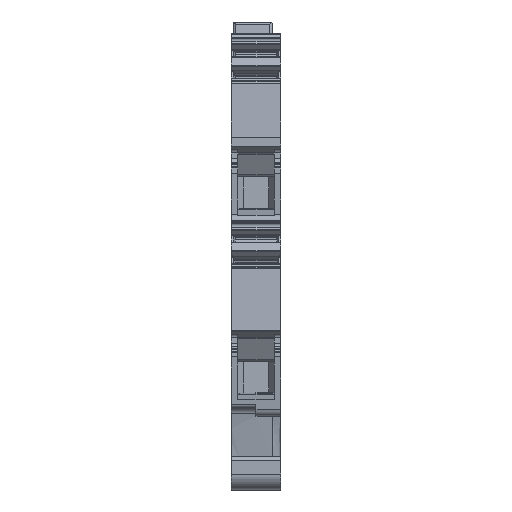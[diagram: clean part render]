
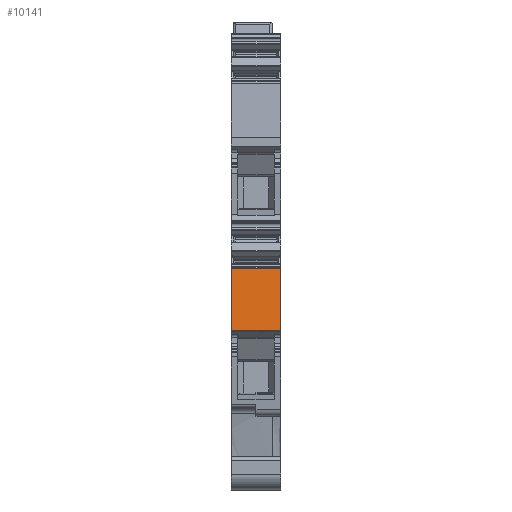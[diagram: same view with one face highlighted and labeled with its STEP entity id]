
A CAD part, front view. The second image highlights one B-rep face of the part: STEP entity #10141.
In plain terms, the highlighted planar face has unit normal (0, -0.996, 0.087).
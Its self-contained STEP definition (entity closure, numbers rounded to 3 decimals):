
#10128=AXIS2_PLACEMENT_3D('Plane Axis2P3D',#10125,#10126,#10127) ;
#2596=CARTESIAN_POINT('Vertex',(6.15,0.9,27.688)) ;
#2599=CARTESIAN_POINT('Line Origine',(6.15,0.56,23.804)) ;
#2603=CARTESIAN_POINT('Vertex',(6.15,0.22,19.92)) ;
#5947=CARTESIAN_POINT('Vertex',(0.,0.22,19.92)) ;
#5950=CARTESIAN_POINT('Line Origine',(0.,0.56,23.804)) ;
#5954=CARTESIAN_POINT('Vertex',(0.,0.9,27.688)) ;
#10112=CARTESIAN_POINT('Line Origine',(3.075,0.9,27.688)) ;
#10125=CARTESIAN_POINT('Axis2P3D Location',(0.,0.,17.401)) ;
#10130=CARTESIAN_POINT('Line Origine',(3.075,0.22,19.92)) ;
#2600=DIRECTION('Vector Direction',(0.,0.087,0.996)) ;
#5951=DIRECTION('Vector Direction',(0.,0.087,0.996)) ;
#10113=DIRECTION('Vector Direction',(-1.,0.,0.)) ;
#10126=DIRECTION('Axis2P3D Direction',(0.,0.996,-0.087)) ;
#10127=DIRECTION('Axis2P3D XDirection',(0.,0.087,0.996)) ;
#10131=DIRECTION('Vector Direction',(-1.,0.,0.)) ;
#2601=VECTOR('Line Direction',#2600,1.) ;
#5952=VECTOR('Line Direction',#5951,1.) ;
#10114=VECTOR('Line Direction',#10113,1.) ;
#10132=VECTOR('Line Direction',#10131,1.) ;
#10136=ORIENTED_EDGE('',*,*,#10116,.T.) ;
#10137=ORIENTED_EDGE('',*,*,#5956,.F.) ;
#10138=ORIENTED_EDGE('',*,*,#10134,.F.) ;
#10139=ORIENTED_EDGE('',*,*,#2605,.T.) ;
#10141=ADVANCED_FACE('MLD',(#10140),#10129,.F.) ;
#2605=EDGE_CURVE('',#2604,#2597,#2602,.T.) ;
#5956=EDGE_CURVE('',#5948,#5955,#5953,.T.) ;
#10116=EDGE_CURVE('',#2597,#5955,#10115,.T.) ;
#10134=EDGE_CURVE('',#2604,#5948,#10133,.T.) ;
#10135=EDGE_LOOP('',(#10136,#10137,#10138,#10139)) ;
#10140=FACE_OUTER_BOUND('',#10135,.T.) ;
#2602=LINE('Line',#2599,#2601) ;
#5953=LINE('Line',#5950,#5952) ;
#10115=LINE('Line',#10112,#10114) ;
#10133=LINE('Line',#10130,#10132) ;
#10129=PLANE('',#10128) ;
#2597=VERTEX_POINT('',#2596) ;
#2604=VERTEX_POINT('',#2603) ;
#5948=VERTEX_POINT('',#5947) ;
#5955=VERTEX_POINT('',#5954) ;
